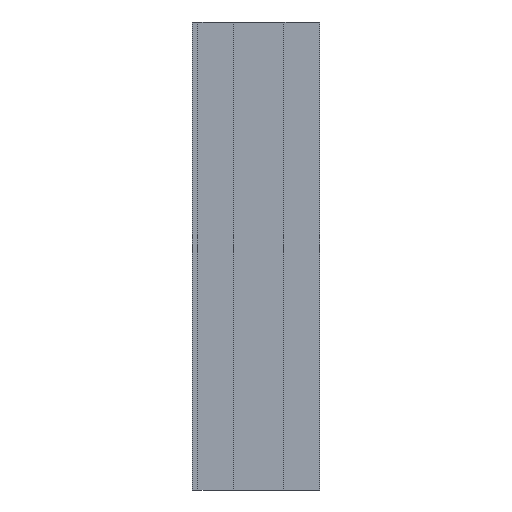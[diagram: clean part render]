
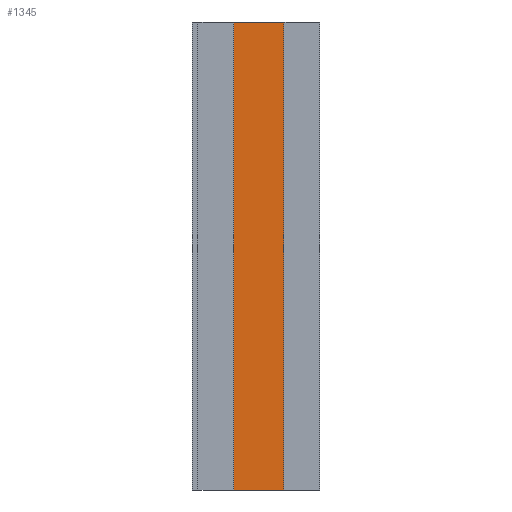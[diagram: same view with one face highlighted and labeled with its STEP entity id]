
A CAD part, left-side view. The second image highlights one B-rep face of the part: STEP entity #1345.
In plain terms, the highlighted planar face has unit normal (-1, 0, 0).
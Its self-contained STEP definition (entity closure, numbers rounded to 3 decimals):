
#574 = EDGE_LOOP ( 'NONE', ( #3082, #3081, #3080, #3079 ) ) ;
#869 = FACE_OUTER_BOUND ( 'NONE', #574, .T. ) ;
#1003 = LINE ( 'NONE', #4295, #1004 ) ;
#1004 = VECTOR ( 'NONE', #4296, 1000. ) ;
#1007 = LINE ( 'NONE', #4299, #1008 ) ;
#1008 = VECTOR ( 'NONE', #4300, 1000. ) ;
#1009 = LINE ( 'NONE', #4301, #1010 ) ;
#1010 = VECTOR ( 'NONE', #4302, 1000. ) ;
#1011 = LINE ( 'NONE', #4303, #1012 ) ;
#1012 = VECTOR ( 'NONE', #4304, 1000. ) ;
#1137 = AXIS2_PLACEMENT_3D ( 'NONE', #4103, #4104, #4105 ) ;
#1345 = ADVANCED_FACE ( 'NONE', ( #869 ), #4102, .T. ) ;
#1783 = EDGE_CURVE ( 'NONE', #3015, #3003, #1003, .T. ) ;
#1785 = EDGE_CURVE ( 'NONE', #3014, #3003, #1007, .T. ) ;
#1786 = EDGE_CURVE ( 'NONE', #3016, #3014, #1009, .T. ) ;
#1787 = EDGE_CURVE ( 'NONE', #3016, #3015, #1011, .T. ) ;
#3003 = VERTEX_POINT ( 'NONE', #4602 ) ;
#3014 = VERTEX_POINT ( 'NONE', #4613 ) ;
#3015 = VERTEX_POINT ( 'NONE', #4614 ) ;
#3016 = VERTEX_POINT ( 'NONE', #4615 ) ;
#3079 = ORIENTED_EDGE ( 'NONE', *, *, #1783, .T. ) ;
#3080 = ORIENTED_EDGE ( 'NONE', *, *, #1787, .T. ) ;
#3081 = ORIENTED_EDGE ( 'NONE', *, *, #1786, .F. ) ;
#3082 = ORIENTED_EDGE ( 'NONE', *, *, #1785, .F. ) ;
#4102 = PLANE ( 'NONE',  #1137 ) ;
#4103 = CARTESIAN_POINT ( 'NONE',  ( -28.5, 2.648, -97. ) ) ;
#4104 = DIRECTION ( 'NONE',  ( -1., 0., 0. ) ) ;
#4105 = DIRECTION ( 'NONE',  ( 0., 0., 1. ) ) ;
#4295 = CARTESIAN_POINT ( 'NONE',  ( -28.5, -9.352, -97. ) ) ;
#4296 = DIRECTION ( 'NONE',  ( 0., 0., 1. ) ) ;
#4299 = CARTESIAN_POINT ( 'NONE',  ( -28.5, 2.648, 0. ) ) ;
#4300 = DIRECTION ( 'NONE',  ( 0., -1., 0. ) ) ;
#4301 = CARTESIAN_POINT ( 'NONE',  ( -28.5, 2.648, -97. ) ) ;
#4302 = DIRECTION ( 'NONE',  ( 0., 0., 1. ) ) ;
#4303 = CARTESIAN_POINT ( 'NONE',  ( -28.5, 2.648, -97. ) ) ;
#4304 = DIRECTION ( 'NONE',  ( 0., -1., 0. ) ) ;
#4602 = CARTESIAN_POINT ( 'NONE',  ( -28.5, -9.352, 0. ) ) ;
#4613 = CARTESIAN_POINT ( 'NONE',  ( -28.5, 2.648, 0. ) ) ;
#4614 = CARTESIAN_POINT ( 'NONE',  ( -28.5, -9.352, -97. ) ) ;
#4615 = CARTESIAN_POINT ( 'NONE',  ( -28.5, 2.648, -97. ) ) ;
